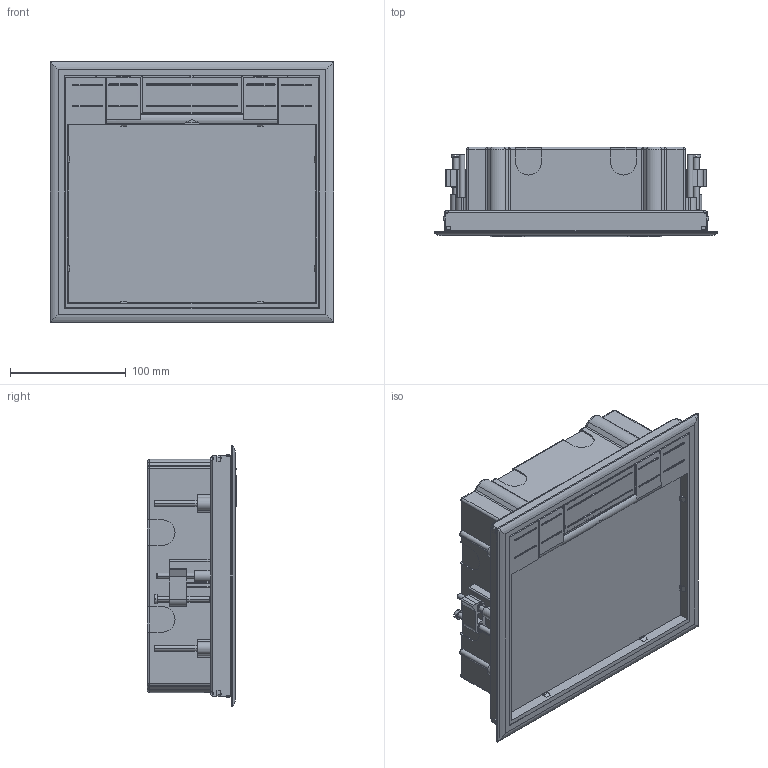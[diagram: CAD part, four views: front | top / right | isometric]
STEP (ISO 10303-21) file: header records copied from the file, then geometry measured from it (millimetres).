
FILE_DESCRIPTION((''),'2;1');
FILE_NAME('HTD-624S-2_ASM','2017-12-02T',('Administrator'),(''),'CREO PARAMETRIC BY PTC INC, 2014190','CREO PARAMETRIC BY PTC INC, 2014190','');
FILE_SCHEMA(('CONFIG_CONTROL_DESIGN'));
Products named in the file (17): MMMMMMMM; TIEHE; DDDDHHH; GB; CXK_624; GBCB_624; TISOUZCJ; TSHOU; ZOU; TANGHUANG_AF0; M5X50; AZK_624; M5X60_624; GLB; D009472_A; M5X45; HTD-624S-2_ASM
Assembly tree (24 placements, depth 2):
  HTD-624S-2_ASM
    MMMMMMMM
    TIEHE
    DDDDHHH
    GB
    CXK_624
    GBCB_624
    TISOUZCJ  x2
    TSHOU
    ZOU  x2
    TANGHUANG_AF0
    M5X50  x2
    AZK_624  x2
    M5X60_624  x4
    GLB
    D009472_A
    M5X45  x2
Bounding box: 245 x 77.29 x 225 mm (x, y, z)
Volume: 688545.9 mm3; surface area: 681962.6 mm2
Topology: 30 solids, 30 shells, 4243 faces, 11762 edges, 7645 vertices
Faces by surface type: plane 2636, cylinder 1346, torus 114, sphere 60, cone 48, bspline 38, extrusion 1
Entity records: 124505 total; most frequent: CARTESIAN_POINT 25954, ORIENTED_EDGE 20860, DIRECTION 20354, EDGE_CURVE 10430, VECTOR 7254, LINE 7253, VERTEX_POINT 6767, AXIS2_PLACEMENT_3D 6550
